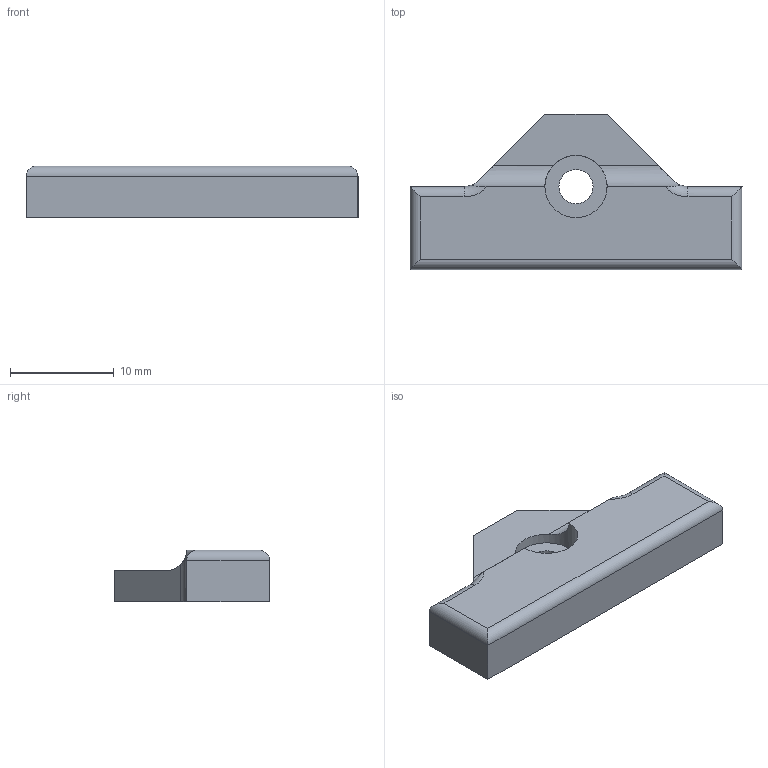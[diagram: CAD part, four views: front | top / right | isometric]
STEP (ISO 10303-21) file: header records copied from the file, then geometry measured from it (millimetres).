
FILE_DESCRIPTION(/* description */ (''),/* implementation_level */ '2;1');
FILE_NAME(/* name */ 'e36 Front Bumper Mesh Hold Down v2.step',/* time_stamp */ '2023-02-12T16:35:37-05:00',/* author */ (''),/* organization */ (''),/* preprocessor_version */ 'ST-DEVELOPER v19.2',/* originating_system */ 'Autodesk Translation Framework v11.17.0.187',/* authorisation */ '');
FILE_SCHEMA (('AUTOMOTIVE_DESIGN { 1 0 10303 214 3 1 1 }'));
Length unit declared in the file: millimetre
Products named in the file (1): e36 Front Bumper Mesh Hold Down mk2
Bounding box: 32 x 14.96 x 5 mm (x, y, z)
Volume: 1476.6 mm3; surface area: 1103.8 mm2
Topology: 1 solids, 1 shells, 25 faces, 62 edges, 39 vertices
Faces by surface type: plane 12, cylinder 11, torus 2
Full cylindrical faces by diameter (mm): 3.3 x1, 6 x1
Entity records: 830 total; most frequent: CARTESIAN_POINT 187, DIRECTION 131, ORIENTED_EDGE 124, EDGE_CURVE 62, AXIS2_PLACEMENT_3D 47, VERTEX_POINT 39, LINE 37, VECTOR 37
